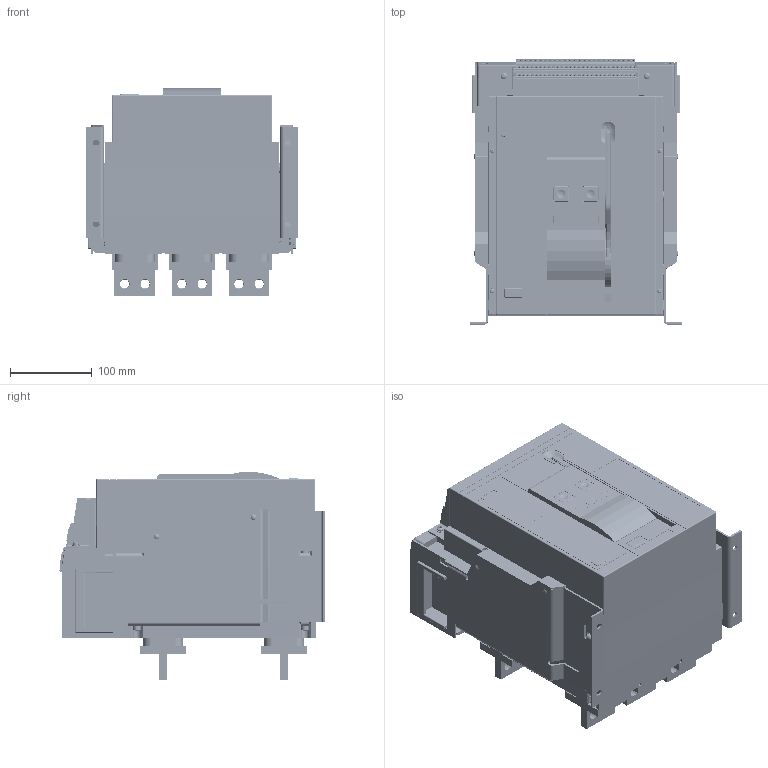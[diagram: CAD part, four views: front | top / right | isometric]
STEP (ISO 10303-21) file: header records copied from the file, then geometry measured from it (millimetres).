
FILE_DESCRIPTION(/* description */ (''),/* implementation_level */ '2;1');
FILE_NAME(/* name */ 'MI-ACB10-3FA-065-0630-ACF.stp',/* time_stamp */ '2025-03-18T10:59:15+08:00',/* author */ (''),/* organization */ (''),/* preprocessor_version */ 'ST-DEVELOPER v16.7',/* originating_system */ 'SIEMENS PLM Software NX 12.0',/* authorisation */ '');
FILE_SCHEMA (('AUTOMOTIVE_DESIGN { 1 0 10303 214 3 1 1 1 }'));
Products named in the file (1): _model2
Bounding box: 260.16 x 325.22 x 255.57 mm (x, y, z)
Volume: 11886858.7 mm3; surface area: 880548.7 mm2
Topology: 19 solids, 36 shells, 7112 faces, 17519 edges, 10860 vertices
Faces by surface type: plane 4307, cylinder 1958, cone 366, torus 275, sphere 136, bspline 68, extrusion 2
Full cylindrical faces by diameter (mm): 2.4 x333, 2.5 x4, 3.6 x160, 5 x3, 5.2 x1, 5.23 x4, 5.6 x4, 6 x4, 6.2 x2, 6.5 x7, 6.78 x14, 7 x1, 8 x27, 8.5 x16, 8.75 x11, 9 x12, 9.5 x17, 10 x13, 10.2 x4, 10.5 x3, 11 x12, 12 x1, 13 x12, 39 x6, 40 x6
Entity records: 252986 total; most frequent: CARTESIAN_POINT 38628, DIRECTION 35157, ORIENTED_EDGE 32418, EDGE_CURVE 16209, AXIS2_PLACEMENT_3D 12461, VERTEX_POINT 10507, VECTOR 10235, LINE 10233
